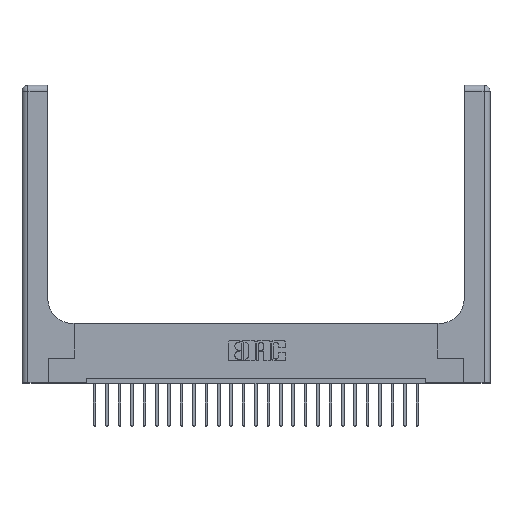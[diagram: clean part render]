
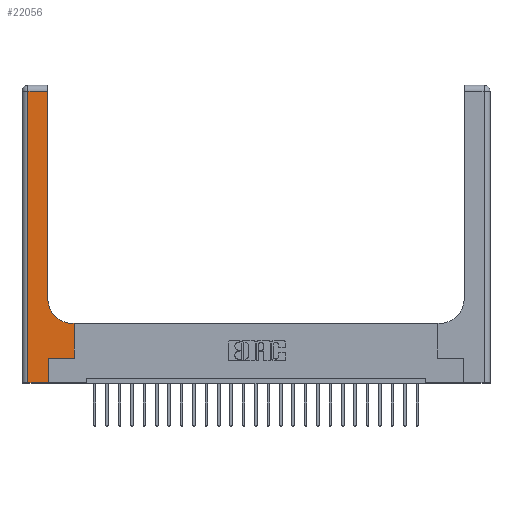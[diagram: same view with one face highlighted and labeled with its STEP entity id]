
A CAD part, top view. The second image highlights one B-rep face of the part: STEP entity #22056.
In plain terms, the highlighted planar face has unit normal (0, 0, 1).
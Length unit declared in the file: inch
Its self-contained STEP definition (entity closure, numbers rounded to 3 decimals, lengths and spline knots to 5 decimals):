
#151 = ORIENTED_EDGE ( 'NONE', *, *, #14428, .T. ) ;
#1116 = DIRECTION ( 'NONE',  ( -1., 0., 0. ) ) ;
#1766 = VERTEX_POINT ( 'NONE', #20520 ) ;
#1959 = CIRCLE ( 'NONE', #23266, 0.25 ) ;
#2352 = EDGE_CURVE ( 'NONE', #1766, #20330, #13808, .T. ) ;
#2613 = PLANE ( 'NONE',  #12343 ) ;
#2638 = VECTOR ( 'NONE', #6297, 39.37008 ) ;
#2728 = DIRECTION ( 'NONE',  ( 0., 0., -1. ) ) ;
#3539 = CARTESIAN_POINT ( 'NONE',  ( 0.06, 0., 0.37 ) ) ;
#3959 = VERTEX_POINT ( 'NONE', #18747 ) ;
#4697 = EDGE_CURVE ( 'NONE', #11702, #3959, #18590, .T. ) ;
#4723 = CARTESIAN_POINT ( 'NONE',  ( 0.26, 2.94, 0.37 ) ) ;
#5238 = DIRECTION ( 'NONE',  ( 1., 0., 0. ) ) ;
#6051 = EDGE_CURVE ( 'NONE', #8669, #12353, #18998, .T. ) ;
#6191 = ORIENTED_EDGE ( 'NONE', *, *, #18461, .T. ) ;
#6297 = DIRECTION ( 'NONE',  ( -1., 0., 0. ) ) ;
#6468 = CARTESIAN_POINT ( 'NONE',  ( 0.265, 0., 0.37 ) ) ;
#6518 = DIRECTION ( 'NONE',  ( 0., 1., 0. ) ) ;
#6541 = ORIENTED_EDGE ( 'NONE', *, *, #2352, .T. ) ;
#6951 = LINE ( 'NONE', #6468, #8375 ) ;
#7141 = VECTOR ( 'NONE', #15366, 39.37008 ) ;
#7319 = VERTEX_POINT ( 'NONE', #11211 ) ;
#7386 = VERTEX_POINT ( 'NONE', #20847 ) ;
#7459 = CARTESIAN_POINT ( 'NONE',  ( 0.265, 0.25, 0.37 ) ) ;
#7869 = CARTESIAN_POINT ( 'NONE',  ( 0., 0., 0.37 ) ) ;
#8290 = CARTESIAN_POINT ( 'NONE',  ( 0., 3., 0.37 ) ) ;
#8375 = VECTOR ( 'NONE', #17712, 39.37008 ) ;
#8669 = VERTEX_POINT ( 'NONE', #3539 ) ;
#8682 = ORIENTED_EDGE ( 'NONE', *, *, #21667, .T. ) ;
#8784 = VECTOR ( 'NONE', #18879, 39.37008 ) ;
#9012 = DIRECTION ( 'NONE',  ( 1., 0., 0. ) ) ;
#9796 = VECTOR ( 'NONE', #15754, 39.37008 ) ;
#10165 = EDGE_CURVE ( 'NONE', #20330, #7319, #18106, .T. ) ;
#10218 = CARTESIAN_POINT ( 'NONE',  ( 0.26, 3., 0.37 ) ) ;
#10541 = VECTOR ( 'NONE', #6518, 39.37008 ) ;
#10584 = ORIENTED_EDGE ( 'NONE', *, *, #4697, .T. ) ;
#10937 = EDGE_CURVE ( 'NONE', #14333, #7386, #15689, .T. ) ;
#11211 = CARTESIAN_POINT ( 'NONE',  ( 0.06, 2.94, 0.37 ) ) ;
#11702 = VERTEX_POINT ( 'NONE', #21304 ) ;
#12343 = AXIS2_PLACEMENT_3D ( 'NONE', #8290, #2728, #1116 ) ;
#12353 = VERTEX_POINT ( 'NONE', #21716 ) ;
#12422 = CARTESIAN_POINT ( 'NONE',  ( 0., 2.94, 0.37 ) ) ;
#12568 = ORIENTED_EDGE ( 'NONE', *, *, #10165, .T. ) ;
#12967 = CARTESIAN_POINT ( 'NONE',  ( 0.51, 0.85, 0.37 ) ) ;
#13085 = DIRECTION ( 'NONE',  ( 0., 0., -1. ) ) ;
#13808 = LINE ( 'NONE', #10218, #10541 ) ;
#14333 = VERTEX_POINT ( 'NONE', #15512 ) ;
#14360 = ORIENTED_EDGE ( 'NONE', *, *, #10937, .T. ) ;
#14428 = EDGE_CURVE ( 'NONE', #3959, #14333, #19696, .T. ) ;
#15366 = DIRECTION ( 'NONE',  ( 0., -1., 0. ) ) ;
#15512 = CARTESIAN_POINT ( 'NONE',  ( 0.528, 0.6, 0.37 ) ) ;
#15689 = LINE ( 'NONE', #23217, #2638 ) ;
#15754 = DIRECTION ( 'NONE',  ( 0., 1., 0. ) ) ;
#17224 = CARTESIAN_POINT ( 'NONE',  ( 0.06, 3., 0.37 ) ) ;
#17712 = DIRECTION ( 'NONE',  ( 0., 1., 0. ) ) ;
#18049 = FACE_OUTER_BOUND ( 'NONE', #21512, .T. ) ;
#18106 = LINE ( 'NONE', #12422, #23514 ) ;
#18461 = EDGE_CURVE ( 'NONE', #7386, #1766, #1959, .T. ) ;
#18590 = LINE ( 'NONE', #7459, #24129 ) ;
#18747 = CARTESIAN_POINT ( 'NONE',  ( 0.528, 0.25, 0.37 ) ) ;
#18879 = DIRECTION ( 'NONE',  ( 1., 0., 0. ) ) ;
#18998 = LINE ( 'NONE', #7869, #8784 ) ;
#19319 = LINE ( 'NONE', #17224, #7141 ) ;
#19696 = LINE ( 'NONE', #23525, #9796 ) ;
#20231 = EDGE_CURVE ( 'NONE', #7319, #8669, #19319, .T. ) ;
#20330 = VERTEX_POINT ( 'NONE', #4723 ) ;
#20520 = CARTESIAN_POINT ( 'NONE',  ( 0.26, 0.85, 0.37 ) ) ;
#20809 = ORIENTED_EDGE ( 'NONE', *, *, #6051, .T. ) ;
#20847 = CARTESIAN_POINT ( 'NONE',  ( 0.51, 0.6, 0.37 ) ) ;
#21304 = CARTESIAN_POINT ( 'NONE',  ( 0.265, 0.25, 0.37 ) ) ;
#21512 = EDGE_LOOP ( 'NONE', ( #6541, #12568, #22852, #20809, #8682, #10584, #151, #14360, #6191 ) ) ;
#21667 = EDGE_CURVE ( 'NONE', #12353, #11702, #6951, .T. ) ;
#21716 = CARTESIAN_POINT ( 'NONE',  ( 0.265, 0., 0.37 ) ) ;
#22056 = ADVANCED_FACE ( 'NONE', ( #18049 ), #2613, .F. ) ;
#22164 = DIRECTION ( 'NONE',  ( -1., 0., 0. ) ) ;
#22852 = ORIENTED_EDGE ( 'NONE', *, *, #20231, .T. ) ;
#23217 = CARTESIAN_POINT ( 'NONE',  ( 0.26, 0.6, 0.37 ) ) ;
#23266 = AXIS2_PLACEMENT_3D ( 'NONE', #12967, #13085, #9012 ) ;
#23514 = VECTOR ( 'NONE', #22164, 39.37008 ) ;
#23525 = CARTESIAN_POINT ( 'NONE',  ( 0.528, 0.25, 0.37 ) ) ;
#24129 = VECTOR ( 'NONE', #5238, 39.37008 ) ;
